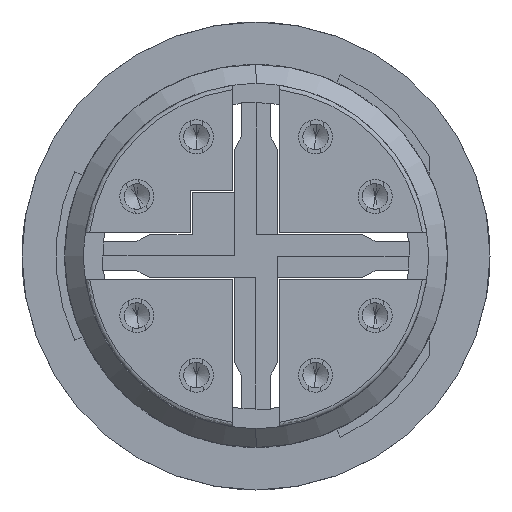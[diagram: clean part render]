
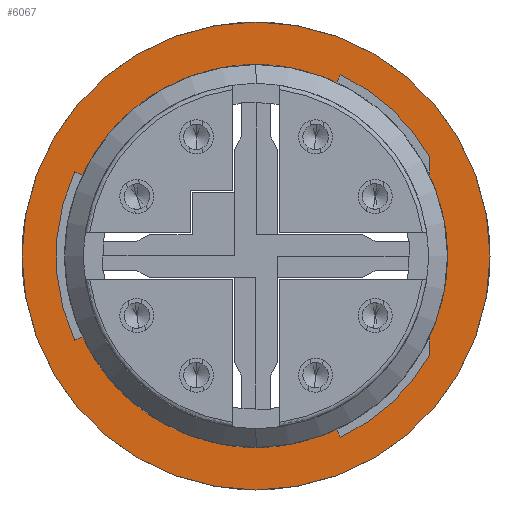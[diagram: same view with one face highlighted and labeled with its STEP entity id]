
A CAD part, left-side view. The second image highlights one B-rep face of the part: STEP entity #6067.
In plain terms, the highlighted planar face has unit normal (-1, 0, 0).
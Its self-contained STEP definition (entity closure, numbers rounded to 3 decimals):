
#28 = EDGE_CURVE ( 'NONE', #7577, #782, #4747, .T. ) ;
#37 = ORIENTED_EDGE ( 'NONE', *, *, #5342, .T. ) ;
#46 = VECTOR ( 'NONE', #5120, 1000. ) ;
#87 = CARTESIAN_POINT ( 'NONE',  ( -0.5, 0., 0. ) ) ;
#88 = VERTEX_POINT ( 'NONE', #1778 ) ;
#270 = DIRECTION ( 'NONE',  ( 0., 1., 0. ) ) ;
#299 = CARTESIAN_POINT ( 'NONE',  ( -0.5, 0., 5.5 ) ) ;
#306 = PLANE ( 'NONE',  #1713 ) ;
#499 = CARTESIAN_POINT ( 'NONE',  ( -0.5, -3.6, -0.35 ) ) ;
#504 = CARTESIAN_POINT ( 'NONE',  ( -0.5, -0.35, 3.6 ) ) ;
#510 = DIRECTION ( 'NONE',  ( 0., 0., 1. ) ) ;
#580 = EDGE_CURVE ( 'NONE', #3343, #7062, #5691, .T. ) ;
#590 = VECTOR ( 'NONE', #5073, 1000. ) ;
#727 = DIRECTION ( 'NONE',  ( 1., 0., 0. ) ) ;
#771 = VERTEX_POINT ( 'NONE', #6864 ) ;
#782 = VERTEX_POINT ( 'NONE', #299 ) ;
#803 = EDGE_CURVE ( 'NONE', #6914, #4252, #980, .T. ) ;
#854 = VECTOR ( 'NONE', #1284, 1000. ) ;
#858 = CARTESIAN_POINT ( 'NONE',  ( -0.5, 3.6, 0.35 ) ) ;
#859 = CARTESIAN_POINT ( 'NONE',  ( -0.5, 0.35, 3.6 ) ) ;
#891 = VECTOR ( 'NONE', #5948, 1000. ) ;
#905 = FACE_OUTER_BOUND ( 'NONE', #2284, .T. ) ;
#980 = LINE ( 'NONE', #5146, #4899 ) ;
#1014 = AXIS2_PLACEMENT_3D ( 'NONE', #1228, #4153, #3556 ) ;
#1131 = VECTOR ( 'NONE', #510, 1000. ) ;
#1186 = ORIENTED_EDGE ( 'NONE', *, *, #3653, .T. ) ;
#1228 = CARTESIAN_POINT ( 'NONE',  ( -0.5, 0., 0. ) ) ;
#1241 = CARTESIAN_POINT ( 'NONE',  ( -0.5, 0., 0. ) ) ;
#1284 = DIRECTION ( 'NONE',  ( 0., 0., -1. ) ) ;
#1411 = DIRECTION ( 'NONE',  ( 1., 0., 0. ) ) ;
#1496 = DIRECTION ( 'NONE',  ( 0., -1., 0. ) ) ;
#1713 = AXIS2_PLACEMENT_3D ( 'NONE', #5154, #3202, #6268 ) ;
#1778 = CARTESIAN_POINT ( 'NONE',  ( -0.5, -0.35, -4.486 ) ) ;
#1817 = VERTEX_POINT ( 'NONE', #504 ) ;
#1932 = DIRECTION ( 'NONE',  ( 0., 0., -1. ) ) ;
#1964 = LINE ( 'NONE', #4270, #4432 ) ;
#2003 = DIRECTION ( 'NONE',  ( 0., 1., 0. ) ) ;
#2044 = DIRECTION ( 'NONE',  ( 0., 0., -1. ) ) ;
#2226 = LINE ( 'NONE', #6984, #6932 ) ;
#2284 = EDGE_LOOP ( 'NONE', ( #2644, #6862 ) ) ;
#2287 = CARTESIAN_POINT ( 'NONE',  ( -0.5, 2.8, -0.35 ) ) ;
#2298 = CARTESIAN_POINT ( 'NONE',  ( -0.5, 0.35, 2.8 ) ) ;
#2318 = EDGE_CURVE ( 'NONE', #5247, #3343, #3378, .T. ) ;
#2433 = ORIENTED_EDGE ( 'NONE', *, *, #5999, .T. ) ;
#2440 = CARTESIAN_POINT ( 'NONE',  ( -0.5, 0.35, -3.6 ) ) ;
#2568 = EDGE_CURVE ( 'NONE', #1817, #6008, #3824, .T. ) ;
#2593 = VERTEX_POINT ( 'NONE', #5153 ) ;
#2610 = ORIENTED_EDGE ( 'NONE', *, *, #4761, .F. ) ;
#2617 = CARTESIAN_POINT ( 'NONE',  ( -0.5, 0.35, 3.6 ) ) ;
#2638 = CIRCLE ( 'NONE', #6597, 4.5 ) ;
#2644 = ORIENTED_EDGE ( 'NONE', *, *, #2915, .F. ) ;
#2703 = LINE ( 'NONE', #7417, #3610 ) ;
#2729 = DIRECTION ( 'NONE',  ( 0., 0., -1. ) ) ;
#2801 = VECTOR ( 'NONE', #2729, 1000. ) ;
#2890 = CARTESIAN_POINT ( 'NONE',  ( -0.5, 0., 0. ) ) ;
#2915 = EDGE_CURVE ( 'NONE', #782, #7577, #5479, .T. ) ;
#3010 = EDGE_CURVE ( 'NONE', #5876, #7249, #5585, .T. ) ;
#3027 = CARTESIAN_POINT ( 'NONE',  ( -0.5, -4.486, 0.35 ) ) ;
#3066 = CARTESIAN_POINT ( 'NONE',  ( -0.5, 3.6, -0.35 ) ) ;
#3120 = DIRECTION ( 'NONE',  ( 0., 0., 1. ) ) ;
#3166 = ORIENTED_EDGE ( 'NONE', *, *, #580, .T. ) ;
#3202 = DIRECTION ( 'NONE',  ( 1., 0., 0. ) ) ;
#3304 = EDGE_CURVE ( 'NONE', #771, #4809, #5595, .T. ) ;
#3343 = VERTEX_POINT ( 'NONE', #5618 ) ;
#3378 = CIRCLE ( 'NONE', #4370, 4.5 ) ;
#3454 = ORIENTED_EDGE ( 'NONE', *, *, #4096, .T. ) ;
#3556 = DIRECTION ( 'NONE',  ( 0., 0., -1. ) ) ;
#3563 = ORIENTED_EDGE ( 'NONE', *, *, #7614, .T. ) ;
#3564 = CARTESIAN_POINT ( 'NONE',  ( -0.5, 4.486, 0.35 ) ) ;
#3600 = ORIENTED_EDGE ( 'NONE', *, *, #2568, .F. ) ;
#3610 = VECTOR ( 'NONE', #3120, 1000. ) ;
#3653 = EDGE_CURVE ( 'NONE', #4809, #6008, #5256, .T. ) ;
#3781 = CARTESIAN_POINT ( 'NONE',  ( -0.5, 0., -5.5 ) ) ;
#3824 = LINE ( 'NONE', #859, #4960 ) ;
#3826 = LINE ( 'NONE', #7490, #590 ) ;
#3839 = EDGE_CURVE ( 'NONE', #1817, #6779, #2703, .T. ) ;
#3878 = CARTESIAN_POINT ( 'NONE',  ( -0.5, -0.35, -3.6 ) ) ;
#3943 = ORIENTED_EDGE ( 'NONE', *, *, #3010, .F. ) ;
#4096 = EDGE_CURVE ( 'NONE', #4252, #88, #6462, .T. ) ;
#4099 = CARTESIAN_POINT ( 'NONE',  ( -0.5, 0.35, -4.486 ) ) ;
#4148 = CARTESIAN_POINT ( 'NONE',  ( -0.5, 0.35, 4.486 ) ) ;
#4153 = DIRECTION ( 'NONE',  ( 1., 0., 0. ) ) ;
#4155 = DIRECTION ( 'NONE',  ( 1., 0., 0. ) ) ;
#4163 = LINE ( 'NONE', #3564, #891 ) ;
#4190 = ORIENTED_EDGE ( 'NONE', *, *, #5830, .T. ) ;
#4252 = VERTEX_POINT ( 'NONE', #5970 ) ;
#4270 = CARTESIAN_POINT ( 'NONE',  ( -0.5, -2.8, 0.35 ) ) ;
#4370 = AXIS2_PLACEMENT_3D ( 'NONE', #2890, #7603, #4684 ) ;
#4432 = VECTOR ( 'NONE', #2003, 1000. ) ;
#4448 = LINE ( 'NONE', #6830, #2801 ) ;
#4684 = DIRECTION ( 'NONE',  ( 0., 0., -1. ) ) ;
#4697 = VERTEX_POINT ( 'NONE', #858 ) ;
#4699 = DIRECTION ( 'NONE',  ( 0., 0., -1. ) ) ;
#4747 = CIRCLE ( 'NONE', #1014, 5.5 ) ;
#4761 = EDGE_CURVE ( 'NONE', #4697, #7062, #4448, .T. ) ;
#4809 = VERTEX_POINT ( 'NONE', #4148 ) ;
#4855 = AXIS2_PLACEMENT_3D ( 'NONE', #7337, #1411, #2044 ) ;
#4870 = EDGE_LOOP ( 'NONE', ( #3943, #2433, #6314, #3166, #2610, #3563, #6017, #1186, #3600, #5041, #6741, #4190, #5056, #6894, #3454, #37 ) ) ;
#4893 = CARTESIAN_POINT ( 'NONE',  ( -0.5, 0., 0. ) ) ;
#4899 = VECTOR ( 'NONE', #6259, 1000. ) ;
#4960 = VECTOR ( 'NONE', #270, 1000. ) ;
#5041 = ORIENTED_EDGE ( 'NONE', *, *, #3839, .T. ) ;
#5056 = ORIENTED_EDGE ( 'NONE', *, *, #5321, .F. ) ;
#5073 = DIRECTION ( 'NONE',  ( 0., 0., -1. ) ) ;
#5120 = DIRECTION ( 'NONE',  ( 0., -1., 0. ) ) ;
#5146 = CARTESIAN_POINT ( 'NONE',  ( -0.5, -4.486, -0.35 ) ) ;
#5153 = CARTESIAN_POINT ( 'NONE',  ( -0.5, -3.6, 0.35 ) ) ;
#5154 = CARTESIAN_POINT ( 'NONE',  ( -0.5, 0., 0. ) ) ;
#5247 = VERTEX_POINT ( 'NONE', #4099 ) ;
#5256 = LINE ( 'NONE', #2298, #854 ) ;
#5321 = EDGE_CURVE ( 'NONE', #6914, #2593, #6456, .T. ) ;
#5327 = DIRECTION ( 'NONE',  ( 1., 0., 0. ) ) ;
#5342 = EDGE_CURVE ( 'NONE', #88, #7249, #2226, .T. ) ;
#5479 = CIRCLE ( 'NONE', #5715, 5.5 ) ;
#5556 = CARTESIAN_POINT ( 'NONE',  ( -0.5, -0.35, 4.486 ) ) ;
#5585 = LINE ( 'NONE', #6198, #7071 ) ;
#5595 = CIRCLE ( 'NONE', #7567, 4.5 ) ;
#5618 = CARTESIAN_POINT ( 'NONE',  ( -0.5, 4.486, -0.35 ) ) ;
#5645 = FACE_BOUND ( 'NONE', #4870, .T. ) ;
#5691 = LINE ( 'NONE', #2287, #46 ) ;
#5715 = AXIS2_PLACEMENT_3D ( 'NONE', #87, #4155, #4699 ) ;
#5830 = EDGE_CURVE ( 'NONE', #7562, #2593, #1964, .T. ) ;
#5876 = VERTEX_POINT ( 'NONE', #2440 ) ;
#5948 = DIRECTION ( 'NONE',  ( 0., 1., 0. ) ) ;
#5970 = CARTESIAN_POINT ( 'NONE',  ( -0.5, -4.486, -0.35 ) ) ;
#5999 = EDGE_CURVE ( 'NONE', #5876, #5247, #3826, .T. ) ;
#6008 = VERTEX_POINT ( 'NONE', #2617 ) ;
#6017 = ORIENTED_EDGE ( 'NONE', *, *, #3304, .T. ) ;
#6067 = ADVANCED_FACE ( 'NONE', ( #905, #5645 ), #306, .F. ) ;
#6198 = CARTESIAN_POINT ( 'NONE',  ( -0.5, 0.35, -3.6 ) ) ;
#6259 = DIRECTION ( 'NONE',  ( 0., -1., 0. ) ) ;
#6268 = DIRECTION ( 'NONE',  ( 0., 0., -1. ) ) ;
#6314 = ORIENTED_EDGE ( 'NONE', *, *, #2318, .T. ) ;
#6456 = LINE ( 'NONE', #7602, #1131 ) ;
#6462 = CIRCLE ( 'NONE', #4855, 4.5 ) ;
#6523 = DIRECTION ( 'NONE',  ( 0., 0., -1. ) ) ;
#6597 = AXIS2_PLACEMENT_3D ( 'NONE', #1241, #727, #6523 ) ;
#6741 = ORIENTED_EDGE ( 'NONE', *, *, #7135, .T. ) ;
#6779 = VERTEX_POINT ( 'NONE', #5556 ) ;
#6830 = CARTESIAN_POINT ( 'NONE',  ( -0.5, 3.6, -0.35 ) ) ;
#6862 = ORIENTED_EDGE ( 'NONE', *, *, #28, .F. ) ;
#6864 = CARTESIAN_POINT ( 'NONE',  ( -0.5, 4.486, 0.35 ) ) ;
#6894 = ORIENTED_EDGE ( 'NONE', *, *, #803, .T. ) ;
#6914 = VERTEX_POINT ( 'NONE', #499 ) ;
#6932 = VECTOR ( 'NONE', #6941, 1000. ) ;
#6941 = DIRECTION ( 'NONE',  ( 0., 0., 1. ) ) ;
#6984 = CARTESIAN_POINT ( 'NONE',  ( -0.5, -0.35, -2.8 ) ) ;
#7062 = VERTEX_POINT ( 'NONE', #3066 ) ;
#7071 = VECTOR ( 'NONE', #1496, 1000. ) ;
#7135 = EDGE_CURVE ( 'NONE', #6779, #7562, #2638, .T. ) ;
#7249 = VERTEX_POINT ( 'NONE', #3878 ) ;
#7337 = CARTESIAN_POINT ( 'NONE',  ( -0.5, 0., 0. ) ) ;
#7417 = CARTESIAN_POINT ( 'NONE',  ( -0.5, -0.35, 4.486 ) ) ;
#7490 = CARTESIAN_POINT ( 'NONE',  ( -0.5, 0.35, -4.486 ) ) ;
#7562 = VERTEX_POINT ( 'NONE', #3027 ) ;
#7567 = AXIS2_PLACEMENT_3D ( 'NONE', #4893, #5327, #1932 ) ;
#7577 = VERTEX_POINT ( 'NONE', #3781 ) ;
#7602 = CARTESIAN_POINT ( 'NONE',  ( -0.5, -3.6, -0.35 ) ) ;
#7603 = DIRECTION ( 'NONE',  ( 1., 0., 0. ) ) ;
#7614 = EDGE_CURVE ( 'NONE', #4697, #771, #4163, .T. ) ;
